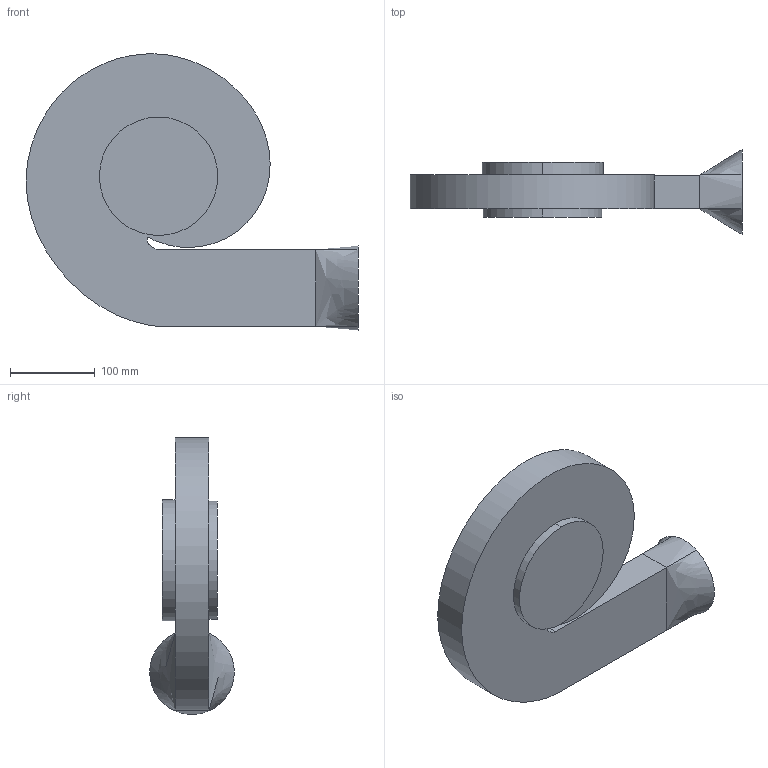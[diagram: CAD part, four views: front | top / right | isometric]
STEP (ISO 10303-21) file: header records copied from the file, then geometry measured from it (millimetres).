
FILE_DESCRIPTION (( 'STEP AP214' ), '1' );
FILE_NAME ('centri_pump_sim_geom_step.STEP', '2025-02-06T10:10:43', ( '' ), ( '' ), 'SwSTEP 2.0', 'SolidWorks 2022', '' );
FILE_SCHEMA (( 'AUTOMOTIVE_DESIGN' ));
Length unit declared in the file: millimetre
Products named in the file (3): impeller; centri_pump_sim_geom_step; volute_for_sim
Assembly tree (2 placements, depth 2):
  centri_pump_sim_geom_step
    volute_for_sim
    impeller
Bounding box: 392.16 x 100 x 326.64 mm (x, y, z)
Volume: 3408998.3 mm3; surface area: 345712.4 mm2
Topology: 2 solids, 3 shells, 72 faces, 185 edges, 118 vertices
Faces by surface type: plane 32, cylinder 20, bspline 20
Entity records: 2569 total; most frequent: CARTESIAN_POINT 794, ORIENTED_EDGE 370, DIRECTION 329, EDGE_CURVE 185, VERTEX_POINT 118, AXIS2_PLACEMENT_3D 117, VECTOR 95, LINE 95
